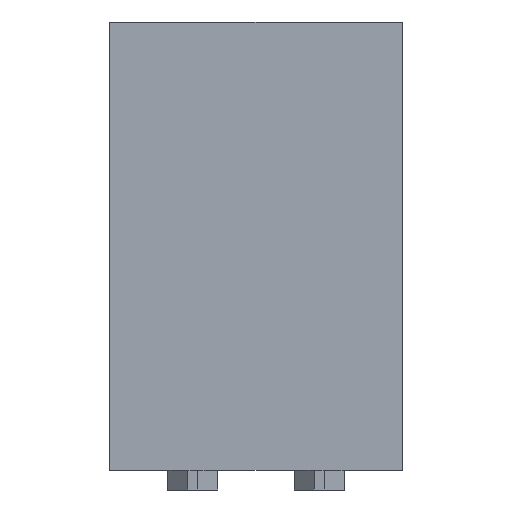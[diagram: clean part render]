
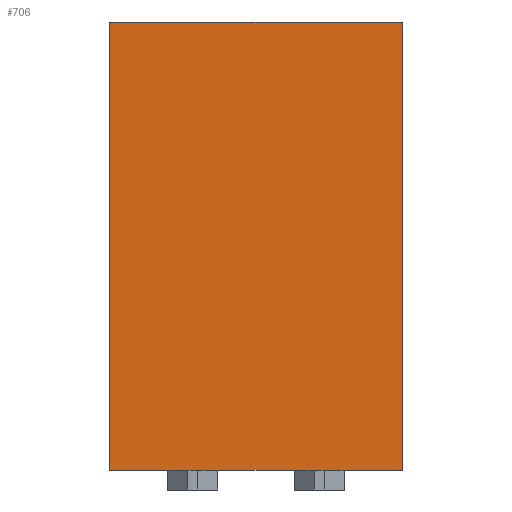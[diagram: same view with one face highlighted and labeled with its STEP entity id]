
A CAD part, front view. The second image highlights one B-rep face of the part: STEP entity #706.
In plain terms, the highlighted planar face has unit normal (0, -1, 0).
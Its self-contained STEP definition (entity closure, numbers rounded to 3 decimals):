
#706=ADVANCED_FACE('',(#1540),#1541,.F.);
#1540=FACE_OUTER_BOUND('',#2542,.T.);
#1541=PLANE('',#2543);
#2542=EDGE_LOOP('',(#4606,#4607,#4608,#4609));
#2543=AXIS2_PLACEMENT_3D('',#4610,#4611,#4612);
#4606=ORIENTED_EDGE('',*,*,#5958,.F.);
#4607=ORIENTED_EDGE('',*,*,#6780,.F.);
#4608=ORIENTED_EDGE('',*,*,#6056,.F.);
#4609=ORIENTED_EDGE('',*,*,#6687,.F.);
#4610=CARTESIAN_POINT('',(0.0,-1.5,0.0));
#4611=DIRECTION('',(0.0,1.0,0.0));
#4612=DIRECTION('',(1.0,0.0,-0.0));
#5958=EDGE_CURVE('',#7132,#7134,#7135,.T.);
#6056=EDGE_CURVE('',#7310,#7297,#7312,.T.);
#6687=EDGE_CURVE('',#7134,#7310,#8294,.T.);
#6780=EDGE_CURVE('',#7297,#7132,#8430,.T.);
#7132=VERTEX_POINT('',#8838);
#7134=VERTEX_POINT('',#8841);
#7135=LINE('',#8842,#8843);
#7297=VERTEX_POINT('',#9068);
#7310=VERTEX_POINT('',#9087);
#7312=LINE('',#9090,#9091);
#8294=LINE('',#10545,#10546);
#8430=LINE('',#10741,#10742);
#8838=CARTESIAN_POINT('',(-1.47,-1.5,-2.25));
#8841=CARTESIAN_POINT('',(-1.47,-1.5,2.25));
#8842=CARTESIAN_POINT('',(-1.47,-1.5,-2.25));
#8843=VECTOR('',#11321,1000.0);
#9068=CARTESIAN_POINT('',(1.47,-1.5,-2.25));
#9087=CARTESIAN_POINT('',(1.47,-1.5,2.25));
#9090=CARTESIAN_POINT('',(1.47,-1.5,2.25));
#9091=VECTOR('',#11440,1000.0);
#10545=CARTESIAN_POINT('',(-1.47,-1.5,2.25));
#10546=VECTOR('',#12174,1000.0);
#10741=CARTESIAN_POINT('',(1.47,-1.5,-2.25));
#10742=VECTOR('',#12285,1000.0);
#11321=DIRECTION('',(0.0,0.0,1.0));
#11440=DIRECTION('',(0.0,0.0,-1.0));
#12174=DIRECTION('',(1.0,0.0,0.0));
#12285=DIRECTION('',(-1.0,0.0,0.0));
